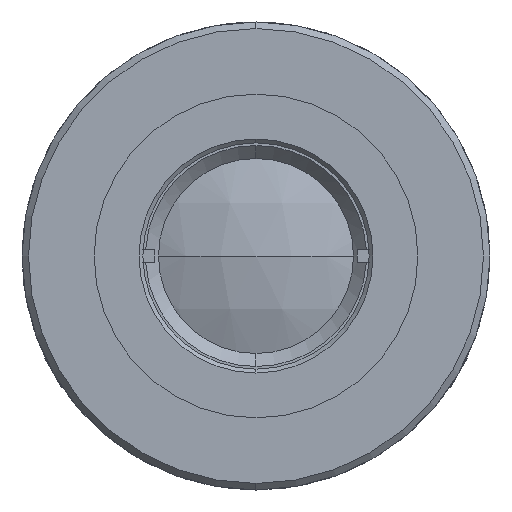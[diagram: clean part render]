
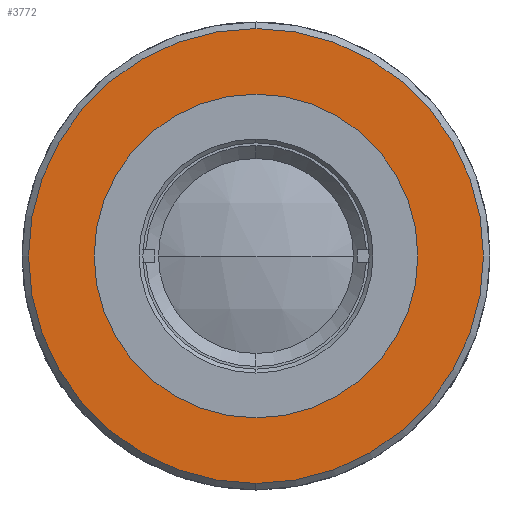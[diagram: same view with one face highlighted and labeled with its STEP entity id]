
A CAD part, left-side view. The second image highlights one B-rep face of the part: STEP entity #3772.
In plain terms, the highlighted planar face has unit normal (-1, 0, 0).
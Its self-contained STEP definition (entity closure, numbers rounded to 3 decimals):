
#328 = DIRECTION ( 'NONE',  ( 1., 0., 0. ) ) ;
#431 = AXIS2_PLACEMENT_3D ( 'NONE', #4763, #3664, #1416 ) ;
#444 = FACE_OUTER_BOUND ( 'NONE', #1920, .T. ) ;
#558 = EDGE_CURVE ( 'NONE', #4906, #1432, #1972, .T. ) ;
#888 = AXIS2_PLACEMENT_3D ( 'NONE', #896, #3561, #3985 ) ;
#896 = CARTESIAN_POINT ( 'NONE',  ( -5.003, 0., 0. ) ) ;
#1221 = ORIENTED_EDGE ( 'NONE', *, *, #1420, .F. ) ;
#1368 = DIRECTION ( 'NONE',  ( 0., 0., -1. ) ) ;
#1416 = DIRECTION ( 'NONE',  ( 0., 0., -1. ) ) ;
#1420 = EDGE_CURVE ( 'NONE', #3190, #4257, #3436, .T. ) ;
#1432 = VERTEX_POINT ( 'NONE', #4694 ) ;
#1483 = CARTESIAN_POINT ( 'NONE',  ( -5.003, 0., 0. ) ) ;
#1506 = EDGE_CURVE ( 'NONE', #1432, #4906, #4125, .T. ) ;
#1522 = DIRECTION ( 'NONE',  ( -1., 0., 0. ) ) ;
#1526 = DIRECTION ( 'NONE',  ( 0., 0., -1. ) ) ;
#1561 = EDGE_CURVE ( 'NONE', #4257, #3190, #2502, .T. ) ;
#1567 = CARTESIAN_POINT ( 'NONE',  ( -5.003, 0., 0. ) ) ;
#1630 = CARTESIAN_POINT ( 'NONE',  ( -5.003, 0., -17.5 ) ) ;
#1920 = EDGE_LOOP ( 'NONE', ( #2702, #4105 ) ) ;
#1972 = CIRCLE ( 'NONE', #3977, 17.5 ) ;
#2502 = CIRCLE ( 'NONE', #4343, 12.45 ) ;
#2702 = ORIENTED_EDGE ( 'NONE', *, *, #558, .T. ) ;
#3190 = VERTEX_POINT ( 'NONE', #4536 ) ;
#3388 = ORIENTED_EDGE ( 'NONE', *, *, #1561, .F. ) ;
#3436 = CIRCLE ( 'NONE', #888, 12.45 ) ;
#3437 = FACE_BOUND ( 'NONE', #3898, .T. ) ;
#3561 = DIRECTION ( 'NONE',  ( -1., 0., 0. ) ) ;
#3649 = AXIS2_PLACEMENT_3D ( 'NONE', #4546, #328, #1526 ) ;
#3664 = DIRECTION ( 'NONE',  ( -1., 0., 0. ) ) ;
#3772 = ADVANCED_FACE ( 'NONE', ( #444, #3437 ), #4165, .F. ) ;
#3898 = EDGE_LOOP ( 'NONE', ( #1221, #3388 ) ) ;
#3977 = AXIS2_PLACEMENT_3D ( 'NONE', #1483, #3984, #1368 ) ;
#3984 = DIRECTION ( 'NONE',  ( -1., 0., 0. ) ) ;
#3985 = DIRECTION ( 'NONE',  ( 0., 0., 1. ) ) ;
#4105 = ORIENTED_EDGE ( 'NONE', *, *, #1506, .T. ) ;
#4125 = CIRCLE ( 'NONE', #431, 17.5 ) ;
#4160 = CARTESIAN_POINT ( 'NONE',  ( -5.003, 0., -12.45 ) ) ;
#4165 = PLANE ( 'NONE',  #3649 ) ;
#4209 = DIRECTION ( 'NONE',  ( 0., 0., 1. ) ) ;
#4257 = VERTEX_POINT ( 'NONE', #4160 ) ;
#4343 = AXIS2_PLACEMENT_3D ( 'NONE', #1567, #1522, #4209 ) ;
#4536 = CARTESIAN_POINT ( 'NONE',  ( -5.003, 0., 12.45 ) ) ;
#4546 = CARTESIAN_POINT ( 'NONE',  ( -5.003, 18., 0. ) ) ;
#4694 = CARTESIAN_POINT ( 'NONE',  ( -5.003, 0., 17.5 ) ) ;
#4763 = CARTESIAN_POINT ( 'NONE',  ( -5.003, 0., 0. ) ) ;
#4906 = VERTEX_POINT ( 'NONE', #1630 ) ;
